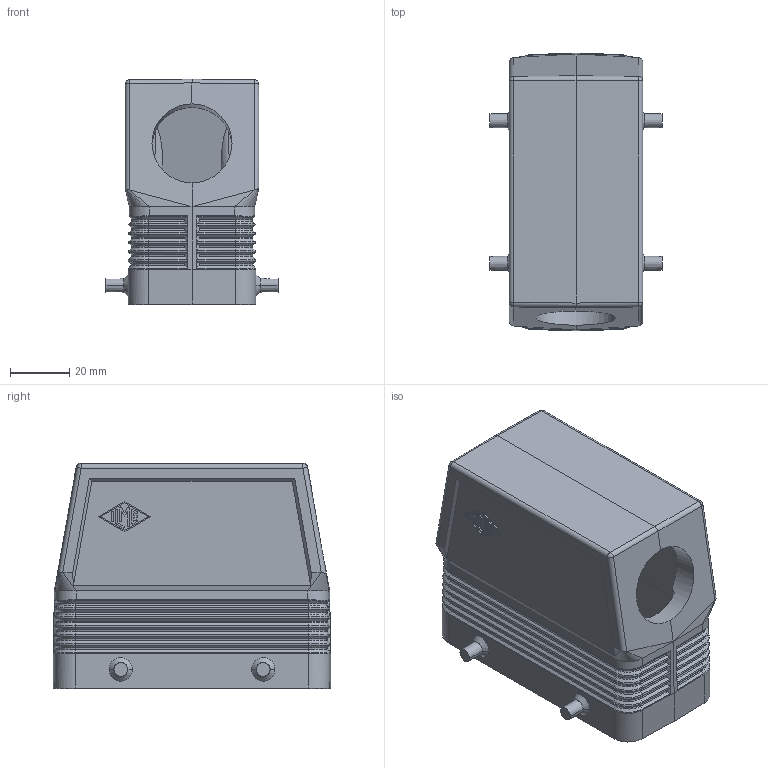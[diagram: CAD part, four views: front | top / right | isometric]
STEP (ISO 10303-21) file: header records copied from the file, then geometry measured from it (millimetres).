
FILE_DESCRIPTION(('Creo Elements/Direct Modeling STEP Export'),'2;1');
FILE_NAME('0ln7tug4dn4s8su3184','2017-11-14T 9:49:08',(''),(''),'PTC Creo Elements/Direct Modeling STEP processor for AP214 (Solid Model)','PTC Creo Elements/Direct Modeling 19.0E 27-Jun-2016 (C) Parametric Technology GmbH','');
FILE_SCHEMA(('AUTOMOTIVE_DESIGN { 1 0 10303 214 1 1 1 1 }'));
Length unit declared in the file: millimetre
Products named in the file (2): CFO_16.21
Assembly tree (1 placements, depth 2):
  CFO_16.21
    CFO_16.21
Bounding box: 58 x 93.5 x 76 mm (x, y, z)
Volume: 89854.3 mm3; surface area: 44113.5 mm2
Topology: 1 solids, 1 shells, 528 faces, 1271 edges, 750 vertices
Faces by surface type: plane 239, cylinder 137, cone 72, torus 48, bspline 28, sphere 4
Entity records: 23381 total; most frequent: CARTESIAN_POINT 7265, ORIENTED_EDGE 2528, DIRECTION 2409, EDGE_CURVE 1264, AXIS2_PLACEMENT_3D 858, VERTEX_POINT 750, VECTOR 693, LINE 693
